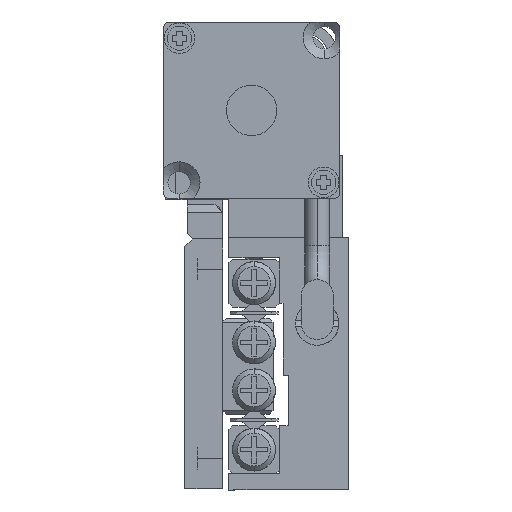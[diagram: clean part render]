
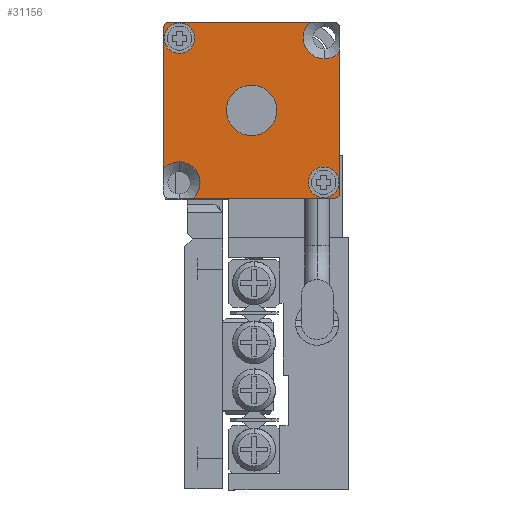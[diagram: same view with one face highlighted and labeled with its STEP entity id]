
A CAD part, left-side view. The second image highlights one B-rep face of the part: STEP entity #31156.
In plain terms, the highlighted face is planar.
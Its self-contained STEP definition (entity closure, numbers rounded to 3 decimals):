
#905 = EDGE_CURVE ( 'NONE', #30393, #7882, #18153, .T. ) ;
#2013 = DIRECTION ( 'NONE',  ( 1., 0., 0. ) ) ;
#2247 = AXIS2_PLACEMENT_3D ( 'NONE', #25636, #4620, #32469 ) ;
#2273 = EDGE_CURVE ( 'NONE', #37409, #40259, #37149, .T. ) ;
#2481 = EDGE_CURVE ( 'NONE', #30393, #34263, #12500, .T. ) ;
#2909 = CARTESIAN_POINT ( 'NONE',  ( 0.5, -13.5, 30. ) ) ;
#3239 = DIRECTION ( 'NONE',  ( 1., 0., 0. ) ) ;
#3274 = CIRCLE ( 'NONE', #16365, 1.664 ) ;
#3674 = ORIENTED_EDGE ( 'NONE', *, *, #2481, .F. ) ;
#3904 = ORIENTED_EDGE ( 'NONE', *, *, #24159, .F. ) ;
#4067 = DIRECTION ( 'NONE',  ( 0., 0., 1. ) ) ;
#4261 = DIRECTION ( 'NONE',  ( 0., 0., 1. ) ) ;
#4620 = DIRECTION ( 'NONE',  ( 0., 0., 1. ) ) ;
#4715 = DIRECTION ( 'NONE',  ( 1., 0., 0. ) ) ;
#5109 = AXIS2_PLACEMENT_3D ( 'NONE', #2909, #33723, #2013 ) ;
#5205 = CARTESIAN_POINT ( 'NONE',  ( 11.501, -1.286, 30. ) ) ;
#5322 = AXIS2_PLACEMENT_3D ( 'NONE', #42303, #15116, #29036 ) ;
#5449 = CARTESIAN_POINT ( 'NONE',  ( 0., -14., 30. ) ) ;
#5635 = CIRCLE ( 'NONE', #40622, 1.213 ) ;
#6139 = VERTEX_POINT ( 'NONE', #17298 ) ;
#6941 = DIRECTION ( 'NONE',  ( 1., 0., 0. ) ) ;
#6989 = EDGE_LOOP ( 'NONE', ( #9154, #32764 ) ) ;
#7873 = ORIENTED_EDGE ( 'NONE', *, *, #2273, .F. ) ;
#7882 = VERTEX_POINT ( 'NONE', #17151 ) ;
#8056 = EDGE_LOOP ( 'NONE', ( #3674, #28460, #28260, #15277, #7873, #8151, #26254, #36846, #8789, #19926 ) ) ;
#8113 = VERTEX_POINT ( 'NONE', #33317 ) ;
#8151 = ORIENTED_EDGE ( 'NONE', *, *, #36412, .F. ) ;
#8304 = VECTOR ( 'NONE', #8643, 1000. ) ;
#8473 = CARTESIAN_POINT ( 'NONE',  ( 14., 0., 30. ) ) ;
#8643 = DIRECTION ( 'NONE',  ( 1., 0., 0. ) ) ;
#8789 = ORIENTED_EDGE ( 'NONE', *, *, #24508, .T. ) ;
#9154 = ORIENTED_EDGE ( 'NONE', *, *, #23856, .T. ) ;
#10148 = CARTESIAN_POINT ( 'NONE',  ( 2.499, -12.714, 30. ) ) ;
#10381 = CIRCLE ( 'NONE', #41751, 1.213 ) ;
#10927 = CARTESIAN_POINT ( 'NONE',  ( 12.714, -1.286, 30. ) ) ;
#11018 = PLANE ( 'NONE',  #5322 ) ;
#12380 = CARTESIAN_POINT ( 'NONE',  ( 2.914, -1.25, 30. ) ) ;
#12500 = CIRCLE ( 'NONE', #2247, 1.664 ) ;
#12847 = DIRECTION ( 'NONE',  ( 1., 0., 0. ) ) ;
#12973 = DIRECTION ( 'NONE',  ( 0., 0., -1. ) ) ;
#13377 = LINE ( 'NONE', #41242, #19531 ) ;
#13462 = DIRECTION ( 'NONE',  ( 0., 0., -1. ) ) ;
#13591 = VERTEX_POINT ( 'NONE', #38573 ) ;
#14336 = AXIS2_PLACEMENT_3D ( 'NONE', #18082, #17852, #17172 ) ;
#14774 = EDGE_CURVE ( 'NONE', #19880, #38678, #40238, .T. ) ;
#14951 = EDGE_CURVE ( 'NONE', #17538, #19880, #18073, .T. ) ;
#15116 = DIRECTION ( 'NONE',  ( 0., 0., 1. ) ) ;
#15145 = EDGE_CURVE ( 'NONE', #41273, #28036, #10381, .T. ) ;
#15277 = ORIENTED_EDGE ( 'NONE', *, *, #35498, .T. ) ;
#15333 = EDGE_LOOP ( 'NONE', ( #26105, #3904 ) ) ;
#15438 = CARTESIAN_POINT ( 'NONE',  ( 7., -7., 30. ) ) ;
#16365 = AXIS2_PLACEMENT_3D ( 'NONE', #30869, #34066, #12847 ) ;
#16402 = ORIENTED_EDGE ( 'NONE', *, *, #22791, .F. ) ;
#16880 = DIRECTION ( 'NONE',  ( 1., 0., 0. ) ) ;
#17151 = CARTESIAN_POINT ( 'NONE',  ( 0., -13.5, 30. ) ) ;
#17172 = DIRECTION ( 'NONE',  ( 1., 0., 0. ) ) ;
#17268 = DIRECTION ( 'NONE',  ( -1., 0., 0. ) ) ;
#17298 = CARTESIAN_POINT ( 'NONE',  ( 13.927, -1.286, 30. ) ) ;
#17398 = CARTESIAN_POINT ( 'NONE',  ( 13.5, -0.5, 30. ) ) ;
#17483 = CIRCLE ( 'NONE', #43709, 2. ) ;
#17538 = VERTEX_POINT ( 'NONE', #34203 ) ;
#17852 = DIRECTION ( 'NONE',  ( 0., 0., 1. ) ) ;
#18073 = LINE ( 'NONE', #8473, #30800 ) ;
#18082 = CARTESIAN_POINT ( 'NONE',  ( 7., -7., 30. ) ) ;
#18153 = LINE ( 'NONE', #32077, #27713 ) ;
#18625 = VERTEX_POINT ( 'NONE', #34915 ) ;
#19531 = VECTOR ( 'NONE', #17268, 1000. ) ;
#19579 = DIRECTION ( 'NONE',  ( 1., 0., 0. ) ) ;
#19880 = VERTEX_POINT ( 'NONE', #37998 ) ;
#19926 = ORIENTED_EDGE ( 'NONE', *, *, #40184, .F. ) ;
#20618 = DIRECTION ( 'NONE',  ( 0., 0., 1. ) ) ;
#20974 = CIRCLE ( 'NONE', #30429, 1.213 ) ;
#21382 = CARTESIAN_POINT ( 'NONE',  ( 1.25, -1.25, 30. ) ) ;
#21693 = AXIS2_PLACEMENT_3D ( 'NONE', #21382, #4261, #31034 ) ;
#21957 = FACE_BOUND ( 'NONE', #15333, .T. ) ;
#22022 = CARTESIAN_POINT ( 'NONE',  ( 11.086, -12.75, 30. ) ) ;
#22084 = DIRECTION ( 'NONE',  ( 1., 0., 0. ) ) ;
#22348 = CARTESIAN_POINT ( 'NONE',  ( 0., -2.348, 30. ) ) ;
#22364 = CARTESIAN_POINT ( 'NONE',  ( 1.286, -12.714, 30. ) ) ;
#22791 = EDGE_CURVE ( 'NONE', #13591, #42433, #28185, .T. ) ;
#23450 = CARTESIAN_POINT ( 'NONE',  ( 12.714, -1.286, 30. ) ) ;
#23856 = EDGE_CURVE ( 'NONE', #28036, #41273, #5635, .T. ) ;
#24159 = EDGE_CURVE ( 'NONE', #27352, #6139, #20974, .T. ) ;
#24508 = EDGE_CURVE ( 'NONE', #38678, #8113, #13377, .T. ) ;
#24786 = AXIS2_PLACEMENT_3D ( 'NONE', #41179, #20618, #6941 ) ;
#25623 = FACE_OUTER_BOUND ( 'NONE', #8056, .T. ) ;
#25636 = CARTESIAN_POINT ( 'NONE',  ( 1.25, -1.25, 30. ) ) ;
#25990 = CARTESIAN_POINT ( 'NONE',  ( 9., -7., 30. ) ) ;
#26105 = ORIENTED_EDGE ( 'NONE', *, *, #41615, .F. ) ;
#26254 = ORIENTED_EDGE ( 'NONE', *, *, #14951, .T. ) ;
#26444 = LINE ( 'NONE', #5449, #8304 ) ;
#27352 = VERTEX_POINT ( 'NONE', #5205 ) ;
#27713 = VECTOR ( 'NONE', #28655, 1000. ) ;
#28036 = VERTEX_POINT ( 'NONE', #10148 ) ;
#28185 = CIRCLE ( 'NONE', #14336, 2. ) ;
#28260 = ORIENTED_EDGE ( 'NONE', *, *, #43719, .T. ) ;
#28460 = ORIENTED_EDGE ( 'NONE', *, *, #905, .T. ) ;
#28655 = DIRECTION ( 'NONE',  ( 0., -1., 0. ) ) ;
#29036 = DIRECTION ( 'NONE',  ( 1., 0., 0. ) ) ;
#29369 = ORIENTED_EDGE ( 'NONE', *, *, #41899, .F. ) ;
#29640 = DIRECTION ( 'NONE',  ( 0., 0., 1. ) ) ;
#30016 = CARTESIAN_POINT ( 'NONE',  ( 11.652, -14., 30. ) ) ;
#30393 = VERTEX_POINT ( 'NONE', #22348 ) ;
#30429 = AXIS2_PLACEMENT_3D ( 'NONE', #10927, #4067, #22084 ) ;
#30800 = VECTOR ( 'NONE', #42951, 1000. ) ;
#30869 = CARTESIAN_POINT ( 'NONE',  ( 12.75, -12.75, 30. ) ) ;
#31034 = DIRECTION ( 'NONE',  ( 1., 0., 0. ) ) ;
#31043 = CARTESIAN_POINT ( 'NONE',  ( 1.286, -12.714, 30. ) ) ;
#31156 = ADVANCED_FACE ( 'NONE', ( #21957, #25623, #32682, #35884 ), #11018, .T. ) ;
#32077 = CARTESIAN_POINT ( 'NONE',  ( 0., 0., 30. ) ) ;
#32469 = DIRECTION ( 'NONE',  ( 1., 0., 0. ) ) ;
#32682 = FACE_BOUND ( 'NONE', #42866, .T. ) ;
#32764 = ORIENTED_EDGE ( 'NONE', *, *, #15145, .T. ) ;
#32964 = AXIS2_PLACEMENT_3D ( 'NONE', #17398, #35198, #3239 ) ;
#33317 = CARTESIAN_POINT ( 'NONE',  ( 2.348, 0., 30. ) ) ;
#33519 = CIRCLE ( 'NONE', #5109, 0.5 ) ;
#33723 = DIRECTION ( 'NONE',  ( 0., 0., 1. ) ) ;
#34066 = DIRECTION ( 'NONE',  ( 0., 0., 1. ) ) ;
#34203 = CARTESIAN_POINT ( 'NONE',  ( 14., -11.652, 30. ) ) ;
#34263 = VERTEX_POINT ( 'NONE', #12380 ) ;
#34915 = CARTESIAN_POINT ( 'NONE',  ( 0.5, -14., 30. ) ) ;
#35198 = DIRECTION ( 'NONE',  ( 0., 0., 1. ) ) ;
#35498 = EDGE_CURVE ( 'NONE', #18625, #40259, #26444, .T. ) ;
#35884 = FACE_BOUND ( 'NONE', #6989, .T. ) ;
#36223 = DIRECTION ( 'NONE',  ( 0., 0., 1. ) ) ;
#36412 = EDGE_CURVE ( 'NONE', #17538, #37409, #3274, .T. ) ;
#36846 = ORIENTED_EDGE ( 'NONE', *, *, #14774, .T. ) ;
#37129 = AXIS2_PLACEMENT_3D ( 'NONE', #23450, #29640, #19579 ) ;
#37149 = CIRCLE ( 'NONE', #24786, 1.664 ) ;
#37409 = VERTEX_POINT ( 'NONE', #22022 ) ;
#37673 = CARTESIAN_POINT ( 'NONE',  ( 0.073, -12.714, 30. ) ) ;
#37998 = CARTESIAN_POINT ( 'NONE',  ( 14., -0.5, 30. ) ) ;
#38573 = CARTESIAN_POINT ( 'NONE',  ( 5., -7., 30. ) ) ;
#38678 = VERTEX_POINT ( 'NONE', #39224 ) ;
#39224 = CARTESIAN_POINT ( 'NONE',  ( 13.5, 0., 30. ) ) ;
#40184 = EDGE_CURVE ( 'NONE', #34263, #8113, #41394, .T. ) ;
#40238 = CIRCLE ( 'NONE', #32964, 0.5 ) ;
#40259 = VERTEX_POINT ( 'NONE', #30016 ) ;
#40622 = AXIS2_PLACEMENT_3D ( 'NONE', #22364, #12973, #43363 ) ;
#41179 = CARTESIAN_POINT ( 'NONE',  ( 12.75, -12.75, 30. ) ) ;
#41242 = CARTESIAN_POINT ( 'NONE',  ( 0., 0., 30. ) ) ;
#41273 = VERTEX_POINT ( 'NONE', #37673 ) ;
#41394 = CIRCLE ( 'NONE', #21693, 1.664 ) ;
#41615 = EDGE_CURVE ( 'NONE', #6139, #27352, #45147, .T. ) ;
#41751 = AXIS2_PLACEMENT_3D ( 'NONE', #31043, #13462, #16880 ) ;
#41899 = EDGE_CURVE ( 'NONE', #42433, #13591, #17483, .T. ) ;
#42303 = CARTESIAN_POINT ( 'NONE',  ( 0., 0., 30. ) ) ;
#42433 = VERTEX_POINT ( 'NONE', #25990 ) ;
#42866 = EDGE_LOOP ( 'NONE', ( #16402, #29369 ) ) ;
#42951 = DIRECTION ( 'NONE',  ( 0., 1., 0. ) ) ;
#43363 = DIRECTION ( 'NONE',  ( 1., 0., 0. ) ) ;
#43709 = AXIS2_PLACEMENT_3D ( 'NONE', #15438, #36223, #4715 ) ;
#43719 = EDGE_CURVE ( 'NONE', #7882, #18625, #33519, .T. ) ;
#45147 = CIRCLE ( 'NONE', #37129, 1.213 ) ;
